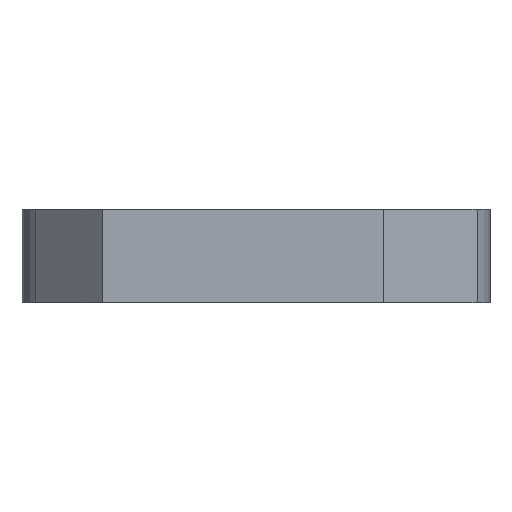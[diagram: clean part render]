
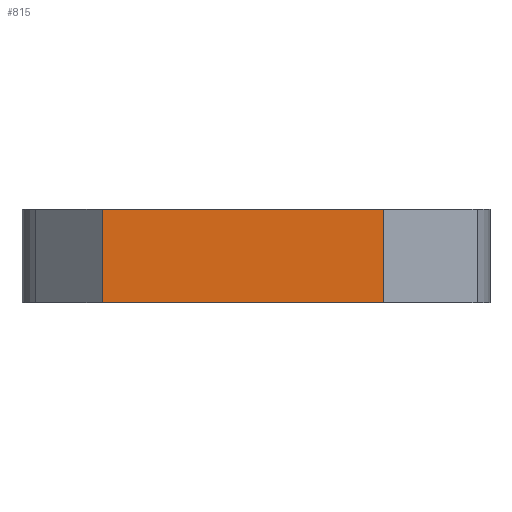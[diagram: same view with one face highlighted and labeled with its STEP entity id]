
A CAD part, front view. The second image highlights one B-rep face of the part: STEP entity #815.
In plain terms, the highlighted planar face has unit normal (0, -1, 0).
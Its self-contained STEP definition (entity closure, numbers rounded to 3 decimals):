
#71 = PLANE('',#72);
#72 = AXIS2_PLACEMENT_3D('',#73,#74,#75);
#73 = CARTESIAN_POINT('',(2.78,27.121,0.));
#74 = DIRECTION('',(-0.,-0.,-1.));
#75 = DIRECTION('',(-1.,0.,0.));
#124 = PLANE('',#125);
#125 = AXIS2_PLACEMENT_3D('',#126,#127,#128);
#126 = CARTESIAN_POINT('',(2.78,27.121,200.));
#127 = DIRECTION('',(-0.,-0.,-1.));
#128 = DIRECTION('',(-1.,0.,0.));
#156 = PLANE('',#157);
#157 = AXIS2_PLACEMENT_3D('',#158,#159,#160);
#158 = CARTESIAN_POINT('',(-300.,-250.,0.));
#159 = DIRECTION('',(0.707,0.707,-0.));
#160 = DIRECTION('',(-0.707,0.707,0.));
#315 = VERTEX_POINT('',#316);
#316 = CARTESIAN_POINT('',(300.,-250.,0.));
#330 = PLANE('',#331);
#331 = AXIS2_PLACEMENT_3D('',#332,#333,#334);
#332 = CARTESIAN_POINT('',(500.,-50.,0.));
#333 = DIRECTION('',(-0.707,0.707,0.));
#334 = DIRECTION('',(-0.707,-0.707,0.));
#342 = EDGE_CURVE('',#315,#343,#345,.T.);
#343 = VERTEX_POINT('',#344);
#344 = CARTESIAN_POINT('',(-300.,-250.,0.));
#345 = SURFACE_CURVE('',#346,(#350,#357),.PCURVE_S1.);
#346 = LINE('',#347,#348);
#347 = CARTESIAN_POINT('',(300.,-250.,0.));
#348 = VECTOR('',#349,1.);
#349 = DIRECTION('',(-1.,0.,0.));
#350 = PCURVE('',#71,#351);
#351 = DEFINITIONAL_REPRESENTATION('',(#352),#356);
#352 = LINE('',#353,#354);
#353 = CARTESIAN_POINT('',(-297.22,-277.121));
#354 = VECTOR('',#355,1.);
#355 = DIRECTION('',(1.,0.));
#356 = ( GEOMETRIC_REPRESENTATION_CONTEXT(2) 
PARAMETRIC_REPRESENTATION_CONTEXT() REPRESENTATION_CONTEXT('2D SPACE',''
  ) );
#357 = PCURVE('',#358,#363);
#358 = PLANE('',#359);
#359 = AXIS2_PLACEMENT_3D('',#360,#361,#362);
#360 = CARTESIAN_POINT('',(300.,-250.,0.));
#361 = DIRECTION('',(0.,1.,-0.));
#362 = DIRECTION('',(-1.,0.,0.));
#363 = DEFINITIONAL_REPRESENTATION('',(#364),#368);
#364 = LINE('',#365,#366);
#365 = CARTESIAN_POINT('',(0.,0.));
#366 = VECTOR('',#367,1.);
#367 = DIRECTION('',(1.,0.));
#368 = ( GEOMETRIC_REPRESENTATION_CONTEXT(2) 
PARAMETRIC_REPRESENTATION_CONTEXT() REPRESENTATION_CONTEXT('2D SPACE',''
  ) );
#538 = VERTEX_POINT('',#539);
#539 = CARTESIAN_POINT('',(300.,-250.,200.));
#560 = EDGE_CURVE('',#538,#561,#563,.T.);
#561 = VERTEX_POINT('',#562);
#562 = CARTESIAN_POINT('',(-300.,-250.,200.));
#563 = SURFACE_CURVE('',#564,(#568,#575),.PCURVE_S1.);
#564 = LINE('',#565,#566);
#565 = CARTESIAN_POINT('',(300.,-250.,200.));
#566 = VECTOR('',#567,1.);
#567 = DIRECTION('',(-1.,0.,0.));
#568 = PCURVE('',#124,#569);
#569 = DEFINITIONAL_REPRESENTATION('',(#570),#574);
#570 = LINE('',#571,#572);
#571 = CARTESIAN_POINT('',(-297.22,-277.121));
#572 = VECTOR('',#573,1.);
#573 = DIRECTION('',(1.,0.));
#574 = ( GEOMETRIC_REPRESENTATION_CONTEXT(2) 
PARAMETRIC_REPRESENTATION_CONTEXT() REPRESENTATION_CONTEXT('2D SPACE',''
  ) );
#575 = PCURVE('',#358,#576);
#576 = DEFINITIONAL_REPRESENTATION('',(#577),#581);
#577 = LINE('',#578,#579);
#578 = CARTESIAN_POINT('',(0.,200.));
#579 = VECTOR('',#580,1.);
#580 = DIRECTION('',(1.,0.));
#581 = ( GEOMETRIC_REPRESENTATION_CONTEXT(2) 
PARAMETRIC_REPRESENTATION_CONTEXT() REPRESENTATION_CONTEXT('2D SPACE',''
  ) );
#766 = EDGE_CURVE('',#343,#561,#767,.T.);
#767 = SURFACE_CURVE('',#768,(#772,#779),.PCURVE_S1.);
#768 = LINE('',#769,#770);
#769 = CARTESIAN_POINT('',(-300.,-250.,0.));
#770 = VECTOR('',#771,1.);
#771 = DIRECTION('',(0.,0.,1.));
#772 = PCURVE('',#156,#773);
#773 = DEFINITIONAL_REPRESENTATION('',(#774),#778);
#774 = LINE('',#775,#776);
#775 = CARTESIAN_POINT('',(0.,0.));
#776 = VECTOR('',#777,1.);
#777 = DIRECTION('',(0.,1.));
#778 = ( GEOMETRIC_REPRESENTATION_CONTEXT(2) 
PARAMETRIC_REPRESENTATION_CONTEXT() REPRESENTATION_CONTEXT('2D SPACE',''
  ) );
#779 = PCURVE('',#358,#780);
#780 = DEFINITIONAL_REPRESENTATION('',(#781),#785);
#781 = LINE('',#782,#783);
#782 = CARTESIAN_POINT('',(600.,0.));
#783 = VECTOR('',#784,1.);
#784 = DIRECTION('',(0.,1.));
#785 = ( GEOMETRIC_REPRESENTATION_CONTEXT(2) 
PARAMETRIC_REPRESENTATION_CONTEXT() REPRESENTATION_CONTEXT('2D SPACE',''
  ) );
#815 = ADVANCED_FACE('',(#816),#358,.F.);
#816 = FACE_BOUND('',#817,.F.);
#817 = EDGE_LOOP('',(#818,#839,#840,#841));
#818 = ORIENTED_EDGE('',*,*,#819,.F.);
#819 = EDGE_CURVE('',#315,#538,#820,.T.);
#820 = SURFACE_CURVE('',#821,(#825,#832),.PCURVE_S1.);
#821 = LINE('',#822,#823);
#822 = CARTESIAN_POINT('',(300.,-250.,0.));
#823 = VECTOR('',#824,1.);
#824 = DIRECTION('',(0.,0.,1.));
#825 = PCURVE('',#358,#826);
#826 = DEFINITIONAL_REPRESENTATION('',(#827),#831);
#827 = LINE('',#828,#829);
#828 = CARTESIAN_POINT('',(0.,0.));
#829 = VECTOR('',#830,1.);
#830 = DIRECTION('',(0.,1.));
#831 = ( GEOMETRIC_REPRESENTATION_CONTEXT(2) 
PARAMETRIC_REPRESENTATION_CONTEXT() REPRESENTATION_CONTEXT('2D SPACE',''
  ) );
#832 = PCURVE('',#330,#833);
#833 = DEFINITIONAL_REPRESENTATION('',(#834),#838);
#834 = LINE('',#835,#836);
#835 = CARTESIAN_POINT('',(282.843,0.));
#836 = VECTOR('',#837,1.);
#837 = DIRECTION('',(0.,1.));
#838 = ( GEOMETRIC_REPRESENTATION_CONTEXT(2) 
PARAMETRIC_REPRESENTATION_CONTEXT() REPRESENTATION_CONTEXT('2D SPACE',''
  ) );
#839 = ORIENTED_EDGE('',*,*,#342,.T.);
#840 = ORIENTED_EDGE('',*,*,#766,.T.);
#841 = ORIENTED_EDGE('',*,*,#560,.F.);
